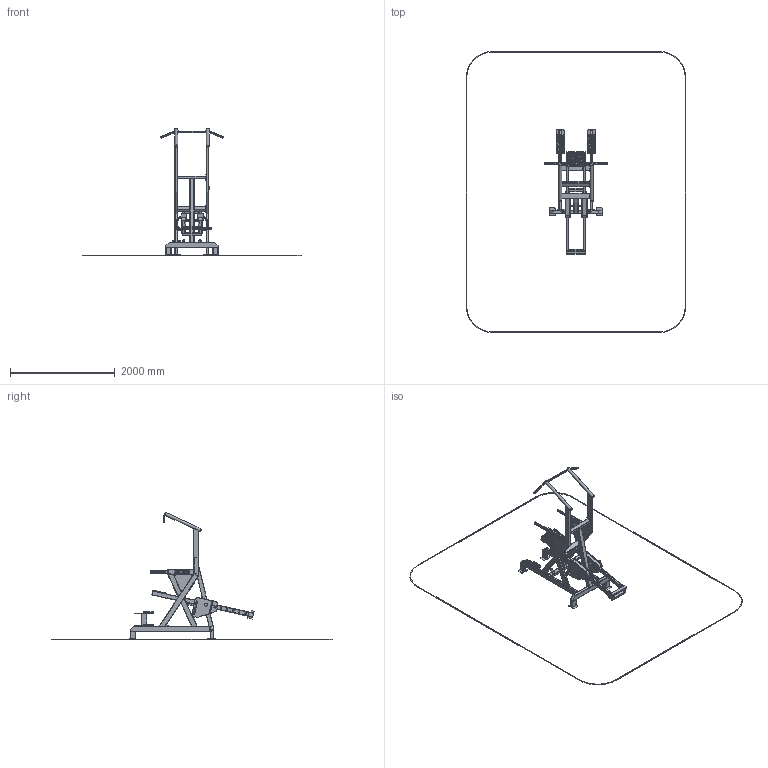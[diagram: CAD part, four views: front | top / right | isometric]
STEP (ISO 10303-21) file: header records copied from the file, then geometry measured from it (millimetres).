
FILE_DESCRIPTION(('STEP AP214'), '1');
FILE_NAME('Òðåíàæ¸ð', '', ('UNSPECIFIED'), ('UNSPECIFIED'), 'C3D Converter', 'C3D Toolkit', '');
FILE_SCHEMA(('AUTOMOTIVE_DESIGN { 1 0 10303 214 3 1 1}'));
Length unit declared in the file: millimetre
Products named in the file (102): -02; -01; УТС-02.06.00.00; УТС-02.06.01.02; УТС-02.02.02.00; УТС-02.01.01.03; 57ПЧК; -03; УТН-03Г.00.00.01
Assembly tree (150 placements, depth 5):
  (unnamed)
    (unnamed)
      (unnamed)  x2
        (unnamed)
        (unnamed)
      (unnamed)
      (unnamed)  x2
      (unnamed)
      (unnamed)  x2
      (unnamed)  x2
      (unnamed)
      (unnamed)  x2
    (unnamed)
      -02
      (unnamed)
      (unnamed)
      (unnamed)
      (unnamed)
      (unnamed)
      (unnamed)
      (unnamed)
      (unnamed)
      (unnamed)
      (unnamed)
      (unnamed)
      (unnamed)
      (unnamed)
      (unnamed)
      -01
      (unnamed)
      (unnamed)
      (unnamed)
      (unnamed)
      (unnamed)
    (unnamed)
      (unnamed)
      (unnamed)
      (unnamed)
      (unnamed)
      (unnamed)
      (unnamed)
      (unnamed)
      (unnamed)
      (unnamed)
      (unnamed)
      (unnamed)
      (unnamed)
      (unnamed)
      (unnamed)
      (unnamed)
      (unnamed)
      (unnamed)
      (unnamed)
      (unnamed)
      (unnamed)
    (unnamed)
      (unnamed)
      (unnamed)  x2
      (unnamed)  x2
        (unnamed)
Bounding box: 4199.2 x 5375.68 x 2439.8 mm (x, y, z)
Volume: 31572666 mm3; surface area: 16613122.7 mm2
Topology: 135 solids, 135 shells, 9345 faces, 21033 edges, 12183 vertices
Faces by surface type: bspline 5257, cylinder 2084, plane 1854, extrusion 60, torus 58, cone 32
Full cylindrical faces by diameter (mm): 16.4 x12, 20 x2, 22 x12, 29 x1, 30 x5, 34 x1, 40 x4, 42 x1, 47 x3, 50 x8, 57 x6, 60 x2
Entity records: 292176 total; most frequent: CARTESIAN_POINT 128383, ORIENTED_EDGE 27994, EDGE_CURVE 13997, DIRECTION 12711, VERTEX_POINT 8398, B_SPLINE_CURVE_WITH_KNOTS 7898, EDGE_LOOP 6683, FACE_BOUND 6270
